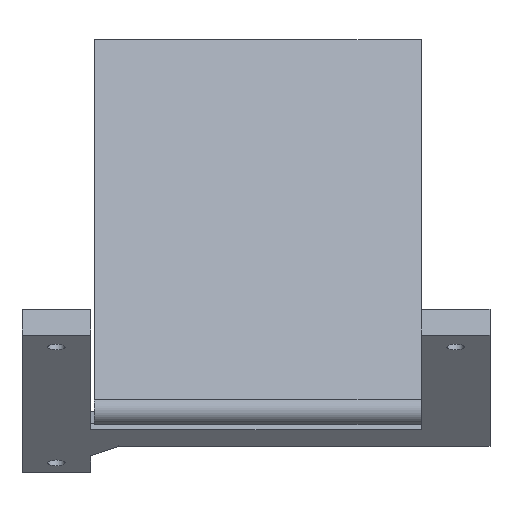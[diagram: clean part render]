
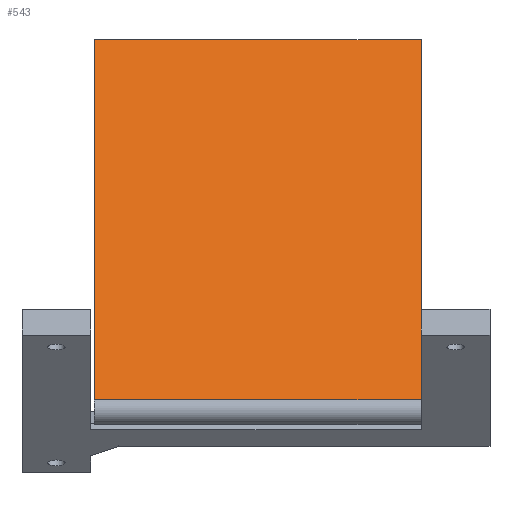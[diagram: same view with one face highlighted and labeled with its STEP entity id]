
A CAD part, top view. The second image highlights one B-rep face of the part: STEP entity #543.
In plain terms, the highlighted planar face has unit normal (0, 0.799, 0.602).
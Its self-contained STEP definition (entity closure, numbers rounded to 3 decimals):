
#45=PLANE('',#602);
#80=FACE_OUTER_BOUND('',#119,.T.);
#119=EDGE_LOOP('',(#497,#498,#499,#500));
#170=LINE('',#883,#225);
#177=LINE('',#897,#232);
#178=LINE('',#899,#233);
#179=LINE('',#900,#234);
#225=VECTOR('',#733,10.);
#232=VECTOR('',#744,10.);
#233=VECTOR('',#745,10.);
#234=VECTOR('',#746,10.);
#291=VERTEX_POINT('',#881);
#292=VERTEX_POINT('',#882);
#297=VERTEX_POINT('',#896);
#298=VERTEX_POINT('',#898);
#359=EDGE_CURVE('',#291,#292,#170,.T.);
#366=EDGE_CURVE('',#297,#291,#177,.T.);
#367=EDGE_CURVE('',#298,#292,#178,.T.);
#368=EDGE_CURVE('',#297,#298,#179,.T.);
#497=ORIENTED_EDGE('',*,*,#366,.T.);
#498=ORIENTED_EDGE('',*,*,#359,.T.);
#499=ORIENTED_EDGE('',*,*,#367,.F.);
#500=ORIENTED_EDGE('',*,*,#368,.F.);
#543=ADVANCED_FACE('',(#80),#45,.T.);
#602=AXIS2_PLACEMENT_3D('',#895,#742,#743);
#733=DIRECTION('',(-1.,0.,0.));
#742=DIRECTION('center_axis',(0.,0.799,0.602));
#743=DIRECTION('ref_axis',(0.,0.602,-0.799));
#744=DIRECTION('',(0.,0.602,-0.799));
#745=DIRECTION('',(0.,0.602,-0.799));
#746=DIRECTION('',(-1.,0.,0.));
#881=CARTESIAN_POINT('',(172.6,81.535,-6.785));
#882=CARTESIAN_POINT('',(125.1,81.535,-6.785));
#883=CARTESIAN_POINT('',(136.975,81.535,-6.785));
#895=CARTESIAN_POINT('Origin',(172.6,29.057,62.856));
#896=CARTESIAN_POINT('',(172.6,29.057,62.856));
#897=CARTESIAN_POINT('',(172.6,27.552,64.853));
#898=CARTESIAN_POINT('',(125.1,29.057,62.856));
#899=CARTESIAN_POINT('',(125.1,27.552,64.853));
#900=CARTESIAN_POINT('',(172.6,29.057,62.856));
